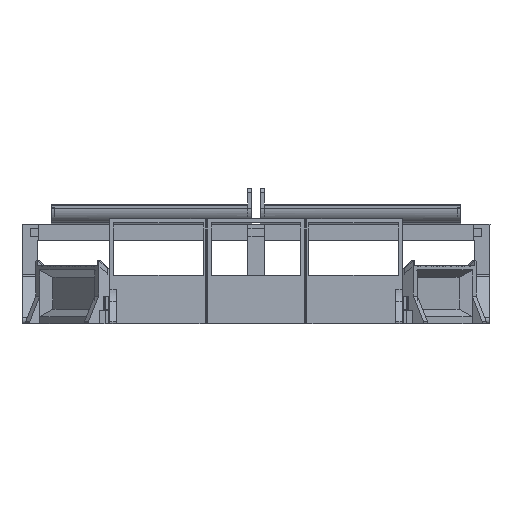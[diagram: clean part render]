
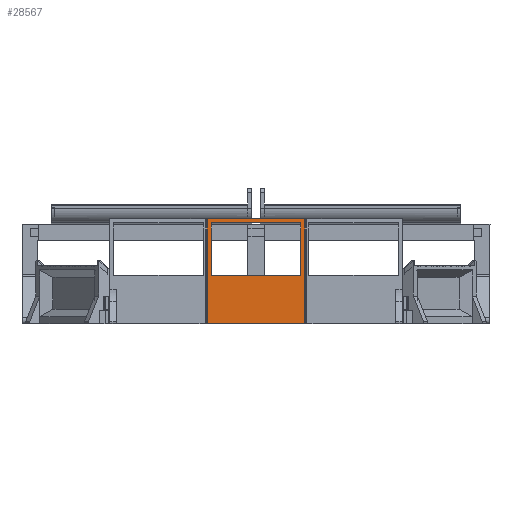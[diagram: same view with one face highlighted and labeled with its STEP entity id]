
A CAD part, left-side view. The second image highlights one B-rep face of the part: STEP entity #28567.
In plain terms, the highlighted free-form (B-spline) face has degree [1, 1] with [2, 2] control points.
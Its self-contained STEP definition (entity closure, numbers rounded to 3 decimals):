
#28125 = VERTEX_POINT('',#28126);
#28126 = CARTESIAN_POINT('',(-17782.199,4844.849,
    0.));
#28131 = EDGE_CURVE('',#28125,#28132,#28134,.T.);
#28132 = VERTEX_POINT('',#28133);
#28133 = CARTESIAN_POINT('',(-17782.199,4844.849,
    1752.169));
#28134 = B_SPLINE_CURVE_WITH_KNOTS('',1,(#28135,#28136),.UNSPECIFIED.,
  .F.,.F.,(2,2),(-1221.912,764.712),
  .PIECEWISE_BEZIER_KNOTS.);
#28135 = CARTESIAN_POINT('',(-17782.199,4844.849,
    0.));
#28136 = CARTESIAN_POINT('',(-17782.199,4844.849,
    1752.169));
#28349 = VERTEX_POINT('',#28350);
#28350 = CARTESIAN_POINT('',(-17782.199,3220.005,
    1752.169));
#28355 = EDGE_CURVE('',#28349,#28356,#28358,.T.);
#28356 = VERTEX_POINT('',#28357);
#28357 = CARTESIAN_POINT('',(-17782.199,3220.005,
    0.));
#28358 = B_SPLINE_CURVE_WITH_KNOTS('',1,(#28359,#28360),.UNSPECIFIED.,
  .F.,.F.,(2,2),(-764.712,1221.912),
  .PIECEWISE_BEZIER_KNOTS.);
#28359 = CARTESIAN_POINT('',(-17782.199,3220.005,
    1752.169));
#28360 = CARTESIAN_POINT('',(-17782.199,3220.005,
    0.));
#28404 = EDGE_CURVE('',#28125,#28356,#28405,.T.);
#28405 = B_SPLINE_CURVE_WITH_KNOTS('',1,(#28406,#28407),.UNSPECIFIED.,
  .F.,.F.,(2,2),(-2289.556,-447.294),.PIECEWISE_BEZIER_KNOTS.);
#28406 = CARTESIAN_POINT('',(-17782.199,4844.849,
    0.));
#28407 = CARTESIAN_POINT('',(-17782.199,3220.005,
    0.));
#28428 = VERTEX_POINT('',#28429);
#28429 = CARTESIAN_POINT('',(-17782.199,4781.003,
    806.485));
#28436 = EDGE_CURVE('',#28428,#28437,#28439,.T.);
#28437 = VERTEX_POINT('',#28438);
#28438 = CARTESIAN_POINT('',(-17782.199,3283.852,
    806.485));
#28439 = B_SPLINE_CURVE_WITH_KNOTS('',1,(#28440,#28441),.UNSPECIFIED.,
  .F.,.F.,(2,2),(-3585.591,-1888.109),.PIECEWISE_BEZIER_KNOTS.);
#28440 = CARTESIAN_POINT('',(-17782.199,4781.003,
    806.485));
#28441 = CARTESIAN_POINT('',(-17782.199,3283.852,
    806.485));
#28471 = EDGE_CURVE('',#28437,#28472,#28474,.T.);
#28472 = VERTEX_POINT('',#28473);
#28473 = CARTESIAN_POINT('',(-17782.199,3283.852,
    1684.962));
#28474 = B_SPLINE_CURVE_WITH_KNOTS('',1,(#28475,#28476),.UNSPECIFIED.,
  .F.,.F.,(2,2),(-996.024,0.),.PIECEWISE_BEZIER_KNOTS.);
#28475 = CARTESIAN_POINT('',(-17782.199,3283.852,
    806.485));
#28476 = CARTESIAN_POINT('',(-17782.199,3283.852,
    1684.962));
#28499 = EDGE_CURVE('',#28472,#28500,#28502,.T.);
#28500 = VERTEX_POINT('',#28501);
#28501 = CARTESIAN_POINT('',(-17782.199,4781.003,
    1684.962));
#28502 = B_SPLINE_CURVE_WITH_KNOTS('',1,(#28503,#28504),.UNSPECIFIED.,
  .F.,.F.,(2,2),(-1697.482,0.),.PIECEWISE_BEZIER_KNOTS.);
#28503 = CARTESIAN_POINT('',(-17782.199,3283.852,
    1684.962));
#28504 = CARTESIAN_POINT('',(-17782.199,4781.003,
    1684.962));
#28525 = EDGE_CURVE('',#28500,#28428,#28526,.T.);
#28526 = B_SPLINE_CURVE_WITH_KNOTS('',1,(#28527,#28528),.UNSPECIFIED.,
  .F.,.F.,(2,2),(-919.824,76.2),.PIECEWISE_BEZIER_KNOTS.);
#28527 = CARTESIAN_POINT('',(-17782.199,4781.003,
    1684.962));
#28528 = CARTESIAN_POINT('',(-17782.199,4781.003,
    806.485));
#28552 = EDGE_CURVE('',#28132,#28349,#28553,.T.);
#28553 = B_SPLINE_CURVE_WITH_KNOTS('',1,(#28554,#28555),.UNSPECIFIED.,
  .F.,.F.,(2,2),(-1846.072,-3.81),
  .PIECEWISE_BEZIER_KNOTS.);
#28554 = CARTESIAN_POINT('',(-17782.199,4844.849,
    1752.169));
#28555 = CARTESIAN_POINT('',(-17782.199,3220.005,
    1752.169));
#28567 = ADVANCED_FACE('',(#28568,#28574),#28580,.T.);
#28568 = FACE_BOUND('',#28569,.T.);
#28569 = EDGE_LOOP('',(#28570,#28571,#28572,#28573));
#28570 = ORIENTED_EDGE('',*,*,#28355,.F.);
#28571 = ORIENTED_EDGE('',*,*,#28552,.F.);
#28572 = ORIENTED_EDGE('',*,*,#28131,.F.);
#28573 = ORIENTED_EDGE('',*,*,#28404,.T.);
#28574 = FACE_BOUND('',#28575,.T.);
#28575 = EDGE_LOOP('',(#28576,#28577,#28578,#28579));
#28576 = ORIENTED_EDGE('',*,*,#28436,.F.);
#28577 = ORIENTED_EDGE('',*,*,#28525,.F.);
#28578 = ORIENTED_EDGE('',*,*,#28499,.F.);
#28579 = ORIENTED_EDGE('',*,*,#28471,.F.);
#28580 = B_SPLINE_SURFACE_WITH_KNOTS('',1,1,(
    (#28581,#28582)
    ,(#28583,#28584
    )),.UNSPECIFIED.,.F.,.F.,.F.,(2,2),(2,2),(-457.2,
    1529.424),(-921.131,921.131),
  .PIECEWISE_BEZIER_KNOTS.);
#28581 = CARTESIAN_POINT('',(-17782.199,3220.005,
    0.));
#28582 = CARTESIAN_POINT('',(-17782.199,4844.849,
    0.));
#28583 = CARTESIAN_POINT('',(-17782.199,3220.005,
    1752.169));
#28584 = CARTESIAN_POINT('',(-17782.199,4844.849,
    1752.169));
